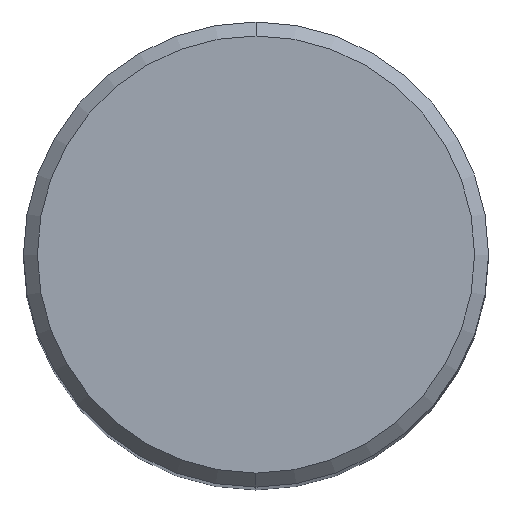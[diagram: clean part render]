
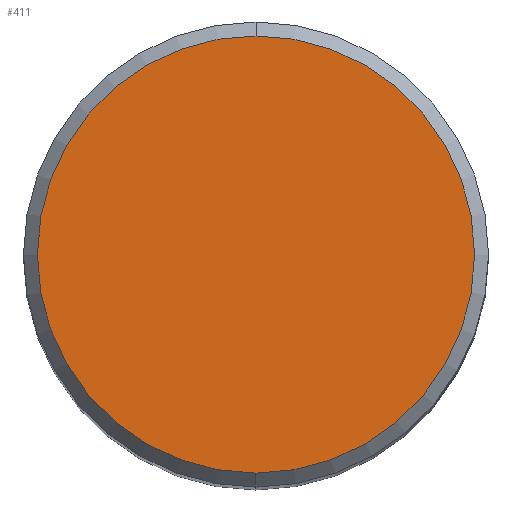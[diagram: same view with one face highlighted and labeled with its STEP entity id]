
A CAD part, top view. The second image highlights one B-rep face of the part: STEP entity #411.
In plain terms, the highlighted planar face has unit normal (0, 0, 1).
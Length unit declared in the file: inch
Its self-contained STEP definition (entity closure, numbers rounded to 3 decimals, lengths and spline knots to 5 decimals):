
#1 = CARTESIAN_POINT ( 'NONE',  ( 0., 0.235, 0. ) ) ;
#13 = CARTESIAN_POINT ( 'NONE',  ( 0., 0., 0. ) ) ;
#21 = CIRCLE ( 'NONE', #277, 0.235 ) ;
#48 = AXIS2_PLACEMENT_3D ( 'NONE', #13, #137, #52 ) ;
#52 = DIRECTION ( 'NONE',  ( 0., -1., 0. ) ) ;
#84 = CARTESIAN_POINT ( 'NONE',  ( 0., 0., 0. ) ) ;
#97 = CARTESIAN_POINT ( 'NONE',  ( 0., -0.235, 0. ) ) ;
#137 = DIRECTION ( 'NONE',  ( 0., 0., 1. ) ) ;
#181 = ORIENTED_EDGE ( 'NONE', *, *, #347, .T. ) ;
#197 = DIRECTION ( 'NONE',  ( 0., 0., 1. ) ) ;
#219 = CIRCLE ( 'NONE', #48, 0.235 ) ;
#225 = EDGE_LOOP ( 'NONE', ( #181, #474 ) ) ;
#234 = VERTEX_POINT ( 'NONE', #424 ) ;
#277 = AXIS2_PLACEMENT_3D ( 'NONE', #84, #197, #473 ) ;
#281 = VERTEX_POINT ( 'NONE', #97 ) ;
#321 = DIRECTION ( 'NONE',  ( 0., 1., 0. ) ) ;
#347 = EDGE_CURVE ( 'NONE', #234, #281, #21, .T. ) ;
#354 = PLANE ( 'NONE',  #389 ) ;
#360 = FACE_OUTER_BOUND ( 'NONE', #225, .T. ) ;
#389 = AXIS2_PLACEMENT_3D ( 'NONE', #1, #510, #321 ) ;
#411 = ADVANCED_FACE ( 'NONE', ( #360 ), #354, .F. ) ;
#424 = CARTESIAN_POINT ( 'NONE',  ( 0., 0.235, 0. ) ) ;
#451 = EDGE_CURVE ( 'NONE', #281, #234, #219, .T. ) ;
#473 = DIRECTION ( 'NONE',  ( 0., -1., 0. ) ) ;
#474 = ORIENTED_EDGE ( 'NONE', *, *, #451, .T. ) ;
#510 = DIRECTION ( 'NONE',  ( 0., 0., -1. ) ) ;
